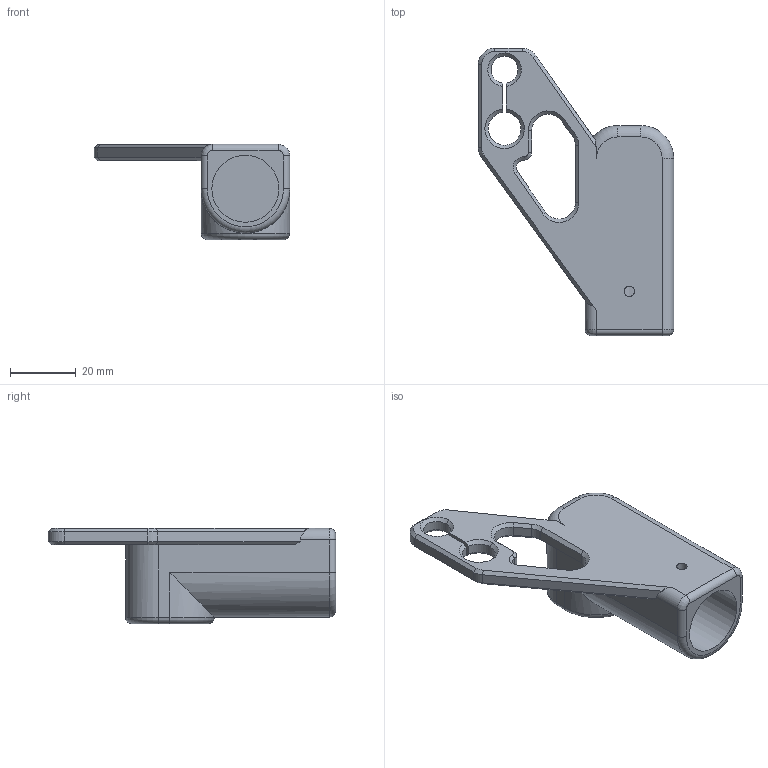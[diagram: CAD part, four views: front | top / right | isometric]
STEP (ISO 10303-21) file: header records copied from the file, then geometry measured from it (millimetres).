
FILE_DESCRIPTION(('FreeCAD Model'),'2;1');
FILE_NAME('Open CASCADE Shape Model','2022-02-09T21:19:28',('Author'),( ''),'Open CASCADE STEP processor 7.5','FreeCAD','Unknown');
FILE_SCHEMA(('AUTOMOTIVE_DESIGN { 1 0 10303 214 1 1 1 1 }'));
Length unit declared in the file: millimetre
Products named in the file (1): Fusion047 (Mirror #4)
Bounding box: 59.5 x 87.55 x 29 mm (x, y, z)
Volume: 31646.1 mm3; surface area: 13556.5 mm2
Topology: 1 solids, 1 shells, 100 faces, 242 edges, 146 vertices
Faces by surface type: plane 41, cylinder 27, cone 24, torus 6, revolution 2
Full cylindrical faces by diameter (mm): 3.2 x2, 20.4 x2
Entity records: 6669 total; most frequent: CARTESIAN_POINT 1862, DIRECTION 891, ORIENTED_EDGE 484, PCURVE 484, DEFINITIONAL_REPRESENTATION 484, LINE 468, VECTOR 468, EDGE_CURVE 242
